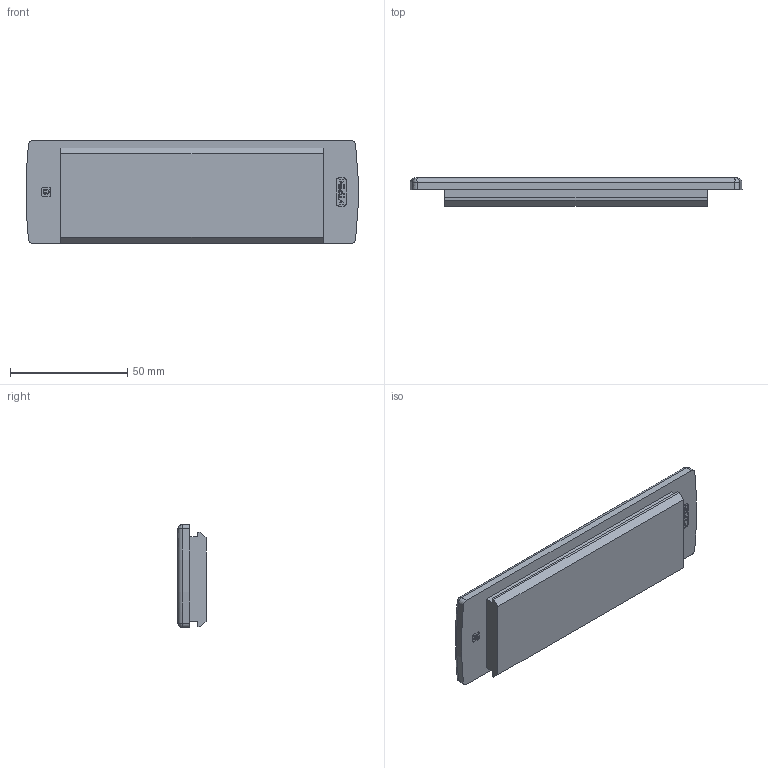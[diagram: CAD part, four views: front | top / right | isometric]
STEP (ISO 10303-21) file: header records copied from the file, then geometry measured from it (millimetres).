
FILE_DESCRIPTION(/* description */ (''),/* implementation_level */ '2;1');
FILE_NAME(/* name */ '28843_6_KES_E_18_24_B.stp',/* time_stamp */ '2020-03-30T15:49:58+02:00',/* author */ (''),/* organization */ (''),/* preprocessor_version */ 'ST-DEVELOPER v16.7',/* originating_system */ 'SIEMENS PLM Software NX 12.0',/* authorisation */ '');
FILE_SCHEMA (('AUTOMOTIVE_DESIGN { 1 0 10303 214 3 1 1 1 }'));
Products named in the file (1): KES_E_18_24_B
Bounding box: 141.72 x 12 x 43.97 mm (x, y, z)
Volume: 59386.3 mm3; surface area: 16826.6 mm2
Topology: 1 solids, 1 shells, 1217 faces, 3167 edges, 2070 vertices
Faces by surface type: plane 702, bspline 463, sphere 18, extrusion 16, cylinder 10, cone 6, torus 2
Entity records: 62933 total; most frequent: CARTESIAN_POINT 37062, ORIENTED_EDGE 6326, DIRECTION 3380, EDGE_CURVE 3163, VERTEX_POINT 2070, VECTOR 1846, LINE 1830, EDGE_LOOP 1339
